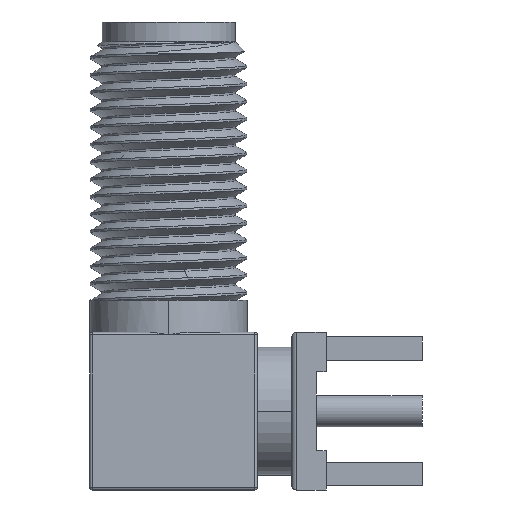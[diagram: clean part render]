
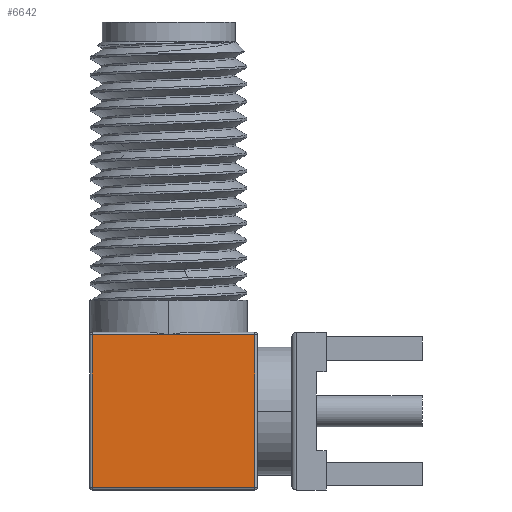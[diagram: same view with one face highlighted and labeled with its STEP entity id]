
A CAD part, left-side view. The second image highlights one B-rep face of the part: STEP entity #6642.
In plain terms, the highlighted planar face has unit normal (-1, 0, 0).
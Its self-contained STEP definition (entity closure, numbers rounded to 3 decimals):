
#2900=DIRECTION('',(0.,1.,0.));
#2901=VECTOR('',#2900,6.6);
#2902=CARTESIAN_POINT('',(-3.2,-3.5,-18.9));
#2903=LINE('',#2902,#2901);
#2904=DIRECTION('',(0.,0.,-1.));
#2905=VECTOR('',#2904,6.2);
#2906=CARTESIAN_POINT('',(-3.2,3.1,-12.7));
#2907=LINE('',#2906,#2905);
#2908=DIRECTION('',(0.,-1.,0.));
#2909=VECTOR('',#2908,3.1);
#2910=CARTESIAN_POINT('',(-3.2,3.1,-12.7));
#2911=LINE('',#2910,#2909);
#2912=DIRECTION('',(0.,-1.,0.));
#2913=VECTOR('',#2912,3.5);
#2914=CARTESIAN_POINT('',(-3.2,0.,-12.7));
#2915=LINE('',#2914,#2913);
#2916=DIRECTION('',(0.,0.,1.));
#2917=VECTOR('',#2916,6.2);
#2918=CARTESIAN_POINT('',(-3.2,-3.5,-18.9));
#2919=LINE('',#2918,#2917);
#3301=CARTESIAN_POINT('',(-3.2,0.,-12.7));
#4188=CARTESIAN_POINT('',(-3.2,-3.5,-18.9));
#4189=CARTESIAN_POINT('',(-3.2,3.1,-18.9));
#4190=VERTEX_POINT('',#4188);
#4191=VERTEX_POINT('',#4189);
#4214=CARTESIAN_POINT('',(-3.2,-3.5,-12.7));
#4215=VERTEX_POINT('',#4214);
#4216=CARTESIAN_POINT('',(-3.2,3.1,-12.7));
#4217=VERTEX_POINT('',#4216);
#4251=VERTEX_POINT('',#3301);
#6625=CARTESIAN_POINT('',(-3.2,3.2,-19.));
#6626=DIRECTION('',(-1.,0.,0.));
#6627=DIRECTION('',(0.,-1.,0.));
#6628=AXIS2_PLACEMENT_3D('',#6625,#6626,#6627);
#6629=PLANE('',#6628);
#6631=ORIENTED_EDGE('',*,*,#6630,.T.);
#6633=ORIENTED_EDGE('',*,*,#6632,.F.);
#6635=ORIENTED_EDGE('',*,*,#6634,.T.);
#6637=ORIENTED_EDGE('',*,*,#6636,.T.);
#6639=ORIENTED_EDGE('',*,*,#6638,.F.);
#6640=EDGE_LOOP('',(#6631,#6633,#6635,#6637,#6639));
#6641=FACE_OUTER_BOUND('',#6640,.F.);
#6642=ADVANCED_FACE('',(#6641),#6629,.T.);
#6630=EDGE_CURVE('',#4190,#4191,#2903,.T.);
#6632=EDGE_CURVE('',#4217,#4191,#2907,.T.);
#6634=EDGE_CURVE('',#4217,#4251,#2911,.T.);
#6636=EDGE_CURVE('',#4251,#4215,#2915,.T.);
#6638=EDGE_CURVE('',#4190,#4215,#2919,.T.);
